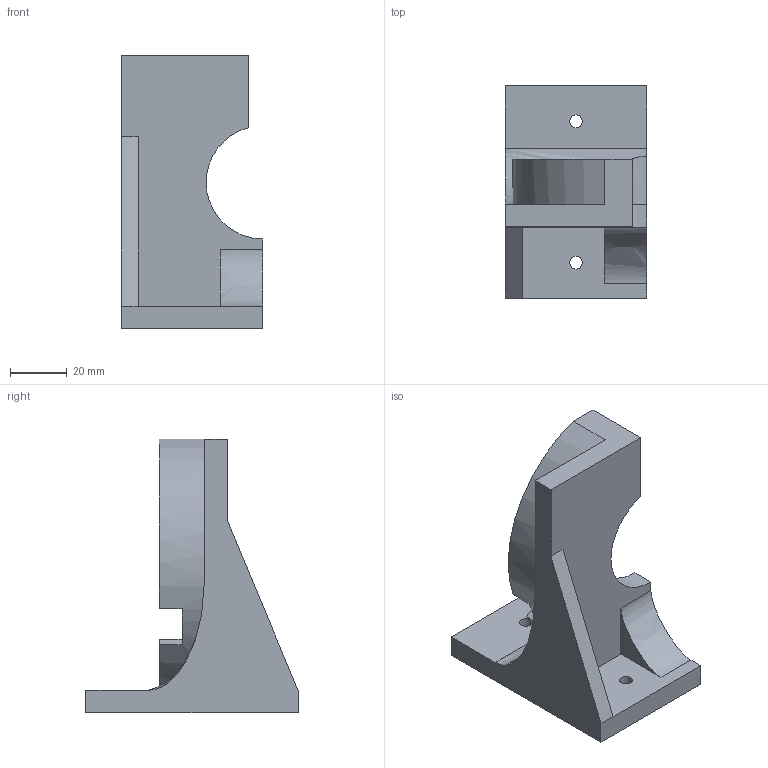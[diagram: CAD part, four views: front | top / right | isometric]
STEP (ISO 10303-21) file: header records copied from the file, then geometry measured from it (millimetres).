
FILE_DESCRIPTION (( 'STEP AP203' ), '1' );
FILE_NAME ('boardplate_side_a.STEP', '2022-10-13T09:21:49', ( '' ), ( '' ), 'SwSTEP 2.0', 'SolidWorks 2021', '' );
FILE_SCHEMA (( 'CONFIG_CONTROL_DESIGN' ));
Length unit declared in the file: millimetre
Products named in the file (1): boardplate_side_a
Bounding box: 50 x 75 x 96.78 mm (x, y, z)
Volume: 76337.8 mm3; surface area: 23164 mm2
Topology: 1 solids, 1 shells, 30 faces, 83 edges, 55 vertices
Faces by surface type: plane 20, cylinder 8, bspline 2
Entity records: 1166 total; most frequent: CARTESIAN_POINT 323, ORIENTED_EDGE 166, DIRECTION 150, EDGE_CURVE 83, VERTEX_POINT 55, LINE 52, VECTOR 52, AXIS2_PLACEMENT_3D 49
